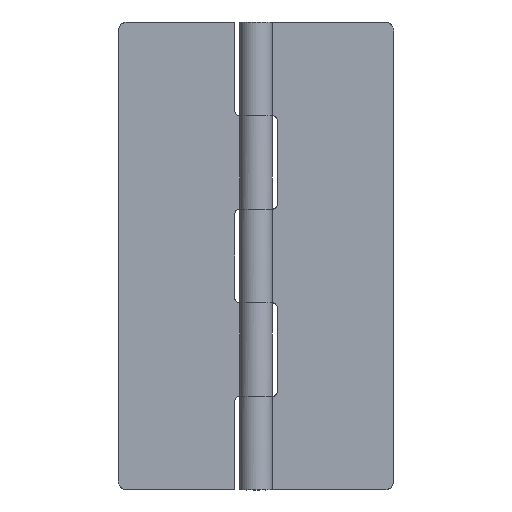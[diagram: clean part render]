
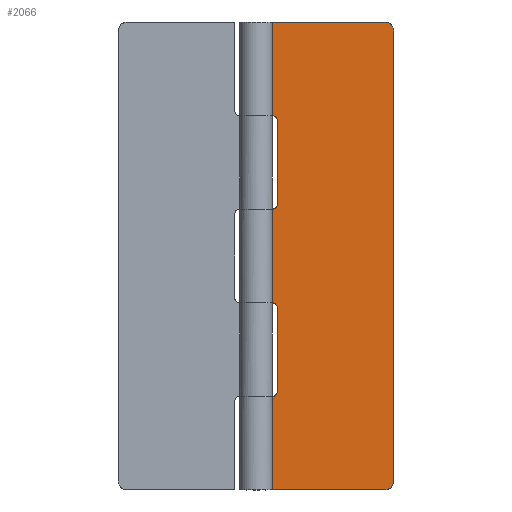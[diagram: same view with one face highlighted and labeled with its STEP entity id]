
A CAD part, front view. The second image highlights one B-rep face of the part: STEP entity #2066.
In plain terms, the highlighted free-form (B-spline) face has degree [1, 1] with [2, 2] control points.
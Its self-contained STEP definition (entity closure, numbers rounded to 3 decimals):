
#1107=CARTESIAN_POINT('',(1.8,1.0,20.4));
#1108=VERTEX_POINT('',#1107);
#1109=CARTESIAN_POINT('',(2.3,1.0,19.9));
#1110=VERTEX_POINT('',#1109);
#1111=CARTESIAN_POINT('',(1.8,1.0,20.4));
#1112=CARTESIAN_POINT('',(2.007,1.0,20.4));
#1113=CARTESIAN_POINT('',(2.154,1.0,20.254));
#1114=CARTESIAN_POINT('',(2.3,1.0,20.107));
#1115=CARTESIAN_POINT('',(2.3,1.0,19.9));
#1123=(BOUNDED_CURVE()B_SPLINE_CURVE(2,(#1111,#1112,#1113,#1114,#1115),.UNSPECIFIED.,.F.,.U.)B_SPLINE_CURVE_WITH_KNOTS((3,2,3),(0.0,0.5,1.0),.UNSPECIFIED.)CURVE()GEOMETRIC_REPRESENTATION_ITEM()RATIONAL_B_SPLINE_CURVE((1.0,0.924,1.0,0.924,1.0))REPRESENTATION_ITEM(''));
#1124=EDGE_CURVE('',#1108,#1110,#1123,.T.);
#1170=CARTESIAN_POINT('',(2.3,1.0,10.7));
#1171=VERTEX_POINT('',#1170);
#1172=CARTESIAN_POINT('',(1.8,1.0,10.2));
#1173=VERTEX_POINT('',#1172);
#1174=CARTESIAN_POINT('',(2.3,1.0,10.7));
#1175=CARTESIAN_POINT('',(2.3,1.0,10.493));
#1176=CARTESIAN_POINT('',(2.154,1.0,10.346));
#1177=CARTESIAN_POINT('',(2.007,1.0,10.2));
#1178=CARTESIAN_POINT('',(1.8,1.0,10.2));
#1186=(BOUNDED_CURVE()B_SPLINE_CURVE(2,(#1174,#1175,#1176,#1177,#1178),.UNSPECIFIED.,.F.,.U.)B_SPLINE_CURVE_WITH_KNOTS((3,2,3),(0.0,0.5,1.0),.UNSPECIFIED.)CURVE()GEOMETRIC_REPRESENTATION_ITEM()RATIONAL_B_SPLINE_CURVE((1.0,0.924,1.0,0.924,1.0))REPRESENTATION_ITEM(''));
#1187=EDGE_CURVE('',#1171,#1173,#1186,.T.);
#1233=CARTESIAN_POINT('',(1.8,1.0,40.8));
#1234=VERTEX_POINT('',#1233);
#1235=CARTESIAN_POINT('',(2.3,1.0,40.3));
#1236=VERTEX_POINT('',#1235);
#1237=CARTESIAN_POINT('',(1.8,1.0,40.8));
#1238=CARTESIAN_POINT('',(2.3,1.0,40.8));
#1239=CARTESIAN_POINT('',(2.3,1.0,40.3));
#1247=(BOUNDED_CURVE()B_SPLINE_CURVE(2,(#1237,#1238,#1239),.UNSPECIFIED.,.F.,.U.)CURVE()GEOMETRIC_REPRESENTATION_ITEM()QUASI_UNIFORM_CURVE()RATIONAL_B_SPLINE_CURVE((1.0,0.707,1.0))REPRESENTATION_ITEM(''));
#1248=EDGE_CURVE('',#1234,#1236,#1247,.T.);
#1294=CARTESIAN_POINT('',(2.3,1.0,31.1));
#1295=VERTEX_POINT('',#1294);
#1296=CARTESIAN_POINT('',(1.8,1.0,30.6));
#1297=VERTEX_POINT('',#1296);
#1298=CARTESIAN_POINT('',(2.3,1.0,31.1));
#1299=CARTESIAN_POINT('',(2.3,1.0,30.893));
#1300=CARTESIAN_POINT('',(2.154,1.0,30.746));
#1301=CARTESIAN_POINT('',(2.007,1.0,30.6));
#1302=CARTESIAN_POINT('',(1.8,1.0,30.6));
#1310=(BOUNDED_CURVE()B_SPLINE_CURVE(2,(#1298,#1299,#1300,#1301,#1302),.UNSPECIFIED.,.F.,.U.)B_SPLINE_CURVE_WITH_KNOTS((3,2,3),(0.0,0.5,1.0),.UNSPECIFIED.)CURVE()GEOMETRIC_REPRESENTATION_ITEM()RATIONAL_B_SPLINE_CURVE((1.0,0.924,1.0,0.924,1.0))REPRESENTATION_ITEM(''));
#1311=EDGE_CURVE('',#1295,#1297,#1310,.T.);
#1374=CARTESIAN_POINT('',(14.0,1.0,51.));
#1375=VERTEX_POINT('',#1374);
#1381=CARTESIAN_POINT('',(15.0,1.0,50.));
#1382=VERTEX_POINT('',#1381);
#1383=CARTESIAN_POINT('',(15.0,1.0,50.));
#1384=CARTESIAN_POINT('',(15.,1.0,51.));
#1385=CARTESIAN_POINT('',(14.0,1.0,51.));
#1393=(BOUNDED_CURVE()B_SPLINE_CURVE(2,(#1383,#1384,#1385),.UNSPECIFIED.,.F.,.U.)CURVE()GEOMETRIC_REPRESENTATION_ITEM()QUASI_UNIFORM_CURVE()RATIONAL_B_SPLINE_CURVE((1.0,0.707,1.0))REPRESENTATION_ITEM(''));
#1394=EDGE_CURVE('',#1382,#1375,#1393,.T.);
#1435=CARTESIAN_POINT('',(15.0,1.0,1.0));
#1436=VERTEX_POINT('',#1435);
#1442=CARTESIAN_POINT('',(14.0,1.0,0.0));
#1443=VERTEX_POINT('',#1442);
#1444=CARTESIAN_POINT('',(14.0,1.0,0.0));
#1445=CARTESIAN_POINT('',(15.,1.0,0.0));
#1446=CARTESIAN_POINT('',(15.0,1.0,1.0));
#1454=(BOUNDED_CURVE()B_SPLINE_CURVE(2,(#1444,#1445,#1446),.UNSPECIFIED.,.F.,.U.)CURVE()GEOMETRIC_REPRESENTATION_ITEM()QUASI_UNIFORM_CURVE()RATIONAL_B_SPLINE_CURVE((1.0,0.707,1.0))REPRESENTATION_ITEM(''));
#1455=EDGE_CURVE('',#1443,#1436,#1454,.T.);
#1470=CARTESIAN_POINT('',(0.0,1.0,10.2));
#1471=VERTEX_POINT('',#1470);
#1472=CARTESIAN_POINT('',(0.0,1.0,10.2));
#1473=CARTESIAN_POINT('',(1.8,1.0,10.2));
#1474=QUASI_UNIFORM_CURVE('',1,(#1472,#1473),.UNSPECIFIED.,.F.,.U.);
#1475=EDGE_CURVE('',#1471,#1173,#1474,.T.);
#1555=CARTESIAN_POINT('',(0.0,1.0,20.4));
#1556=VERTEX_POINT('',#1555);
#1557=CARTESIAN_POINT('',(1.8,1.0,20.4));
#1558=CARTESIAN_POINT('',(0.0,1.0,20.4));
#1559=QUASI_UNIFORM_CURVE('',1,(#1557,#1558),.UNSPECIFIED.,.F.,.U.);
#1560=EDGE_CURVE('',#1108,#1556,#1559,.T.);
#1623=CARTESIAN_POINT('',(2.3,1.0,10.7));
#1624=CARTESIAN_POINT('',(2.3,1.0,19.9));
#1625=QUASI_UNIFORM_CURVE('',1,(#1623,#1624),.UNSPECIFIED.,.F.,.U.);
#1626=EDGE_CURVE('',#1171,#1110,#1625,.T.);
#1645=CARTESIAN_POINT('',(0.0,1.0,40.8));
#1646=VERTEX_POINT('',#1645);
#1647=CARTESIAN_POINT('',(1.8,1.0,40.8));
#1648=CARTESIAN_POINT('',(0.0,1.0,40.8));
#1649=QUASI_UNIFORM_CURVE('',1,(#1647,#1648),.UNSPECIFIED.,.F.,.U.);
#1650=EDGE_CURVE('',#1234,#1646,#1649,.T.);
#1714=CARTESIAN_POINT('',(0.0,1.0,30.6));
#1715=VERTEX_POINT('',#1714);
#1716=CARTESIAN_POINT('',(0.0,1.0,30.6));
#1717=CARTESIAN_POINT('',(1.8,1.0,30.6));
#1718=QUASI_UNIFORM_CURVE('',1,(#1716,#1717),.UNSPECIFIED.,.F.,.U.);
#1719=EDGE_CURVE('',#1715,#1297,#1718,.T.);
#1790=CARTESIAN_POINT('',(2.3,1.0,31.1));
#1791=CARTESIAN_POINT('',(2.3,1.0,40.3));
#1792=QUASI_UNIFORM_CURVE('',1,(#1790,#1791),.UNSPECIFIED.,.F.,.U.);
#1793=EDGE_CURVE('',#1295,#1236,#1792,.T.);
#1812=CARTESIAN_POINT('',(0.0,1.0,0.0));
#1813=VERTEX_POINT('',#1812);
#1814=CARTESIAN_POINT('',(14.0,1.0,0.0));
#1815=CARTESIAN_POINT('',(0.0,1.0,0.0));
#1816=QUASI_UNIFORM_CURVE('',1,(#1814,#1815),.UNSPECIFIED.,.F.,.U.);
#1817=EDGE_CURVE('',#1443,#1813,#1816,.T.);
#1874=CARTESIAN_POINT('',(0.0,1.0,51.));
#1875=VERTEX_POINT('',#1874);
#1876=CARTESIAN_POINT('',(14.0,1.0,51.));
#1877=CARTESIAN_POINT('',(0.0,1.0,51.));
#1878=QUASI_UNIFORM_CURVE('',1,(#1876,#1877),.UNSPECIFIED.,.F.,.U.);
#1879=EDGE_CURVE('',#1375,#1875,#1878,.T.);
#2020=CARTESIAN_POINT('',(0.0,1.0,51.));
#2021=CARTESIAN_POINT('',(0.0,1.0,40.8));
#2022=QUASI_UNIFORM_CURVE('',1,(#2020,#2021),.UNSPECIFIED.,.F.,.U.);
#2023=EDGE_CURVE('',#1875,#1646,#2022,.T.);
#2029=CARTESIAN_POINT('',(-0.749,1.0,53.547));
#2030=CARTESIAN_POINT('',(-0.749,1.0,-2.547));
#2031=CARTESIAN_POINT('',(15.749,1.0,53.547));
#2032=CARTESIAN_POINT('',(15.749,1.0,-2.547));
#2033=B_SPLINE_SURFACE_WITH_KNOTS('',1,1,((#2029,#2031),(#2030,#2032)),.UNSPECIFIED.,.F.,.F.,.U.,(2,2),(2,2),(0.0,56.095),(0.0,16.499),.UNSPECIFIED.);
#2034=ORIENTED_EDGE('',*,*,#1817,.F.);
#2035=ORIENTED_EDGE('',*,*,#1455,.T.);
#2036=CARTESIAN_POINT('',(15.0,1.0,50.));
#2037=CARTESIAN_POINT('',(15.0,1.0,1.0));
#2038=QUASI_UNIFORM_CURVE('',1,(#2036,#2037),.UNSPECIFIED.,.F.,.U.);
#2039=EDGE_CURVE('',#1382,#1436,#2038,.T.);
#2040=ORIENTED_EDGE('',*,*,#2039,.F.);
#2041=ORIENTED_EDGE('',*,*,#1394,.T.);
#2042=ORIENTED_EDGE('',*,*,#1879,.T.);
#2043=ORIENTED_EDGE('',*,*,#2023,.T.);
#2044=ORIENTED_EDGE('',*,*,#1650,.F.);
#2045=ORIENTED_EDGE('',*,*,#1248,.T.);
#2046=ORIENTED_EDGE('',*,*,#1793,.F.);
#2047=ORIENTED_EDGE('',*,*,#1311,.T.);
#2048=ORIENTED_EDGE('',*,*,#1719,.F.);
#2049=CARTESIAN_POINT('',(0.0,1.0,30.6));
#2050=CARTESIAN_POINT('',(0.0,1.0,20.4));
#2051=QUASI_UNIFORM_CURVE('',1,(#2049,#2050),.UNSPECIFIED.,.F.,.U.);
#2052=EDGE_CURVE('',#1715,#1556,#2051,.T.);
#2053=ORIENTED_EDGE('',*,*,#2052,.T.);
#2054=ORIENTED_EDGE('',*,*,#1560,.F.);
#2055=ORIENTED_EDGE('',*,*,#1124,.T.);
#2056=ORIENTED_EDGE('',*,*,#1626,.F.);
#2057=ORIENTED_EDGE('',*,*,#1187,.T.);
#2058=ORIENTED_EDGE('',*,*,#1475,.F.);
#2059=CARTESIAN_POINT('',(0.0,1.0,10.2));
#2060=CARTESIAN_POINT('',(0.0,1.0,0.0));
#2061=QUASI_UNIFORM_CURVE('',1,(#2059,#2060),.UNSPECIFIED.,.F.,.U.);
#2062=EDGE_CURVE('',#1471,#1813,#2061,.T.);
#2063=ORIENTED_EDGE('',*,*,#2062,.T.);
#2064=EDGE_LOOP('',(#2034,#2035,#2040,#2041,#2042,#2043,#2044,#2045,#2046,#2047,#2048,#2053,#2054,#2055,#2056,#2057,#2058,#2063));
#2065=FACE_OUTER_BOUND('',#2064,.T.);
#2066=ADVANCED_FACE('',(#2065),#2033,.T.);
